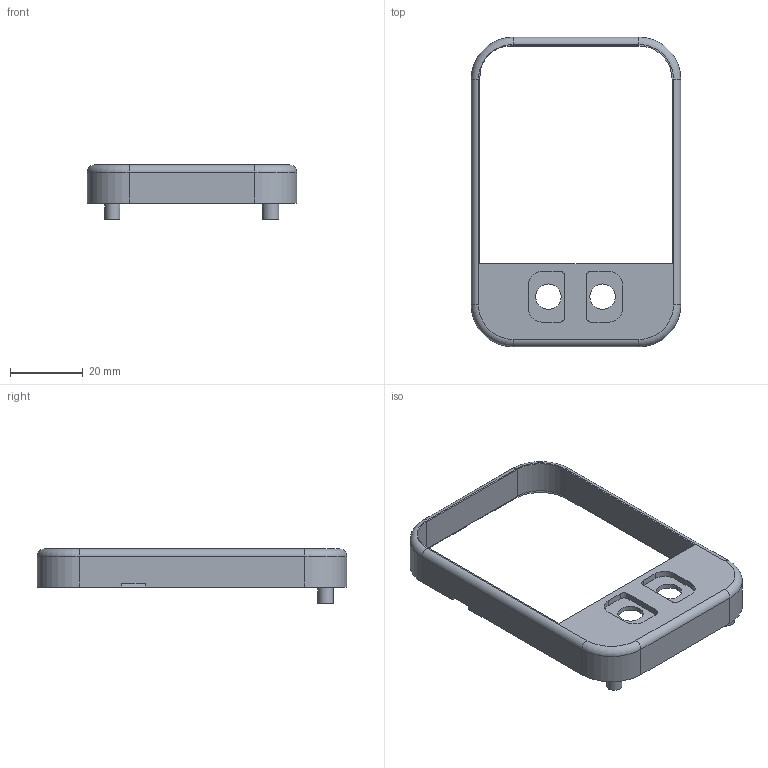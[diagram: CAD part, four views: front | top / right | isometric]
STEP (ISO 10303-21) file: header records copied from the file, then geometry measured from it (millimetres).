
FILE_DESCRIPTION(('FreeCAD Model'),'2;1');
FILE_NAME('Open CASCADE Shape Model','2025-11-12T13:20:33',(''),(''), 'Open CASCADE STEP processor 7.8','FreeCAD','Unknown');
FILE_SCHEMA(('AUTOMOTIVE_DESIGN { 1 0 10303 214 1 1 1 1 }'));
Length unit declared in the file: millimetre
Products named in the file (1): Pocket043
Bounding box: 57.6 x 85.1 x 14.88 mm (x, y, z)
Volume: 8651 mm3; surface area: 8882.4 mm2
Topology: 1 solids, 1 shells, 72 faces, 190 edges, 124 vertices
Faces by surface type: plane 35, cylinder 29, cone 4, torus 4
Full cylindrical faces by diameter (mm): 1.8 x2, 4.15 x1, 4.48 x1, 7 x2
Entity records: 2272 total; most frequent: DIRECTION 402, CARTESIAN_POINT 395, ORIENTED_EDGE 380, EDGE_CURVE 190, AXIS2_PLACEMENT_3D 147, VERTEX_POINT 124, LINE 108, VECTOR 108
